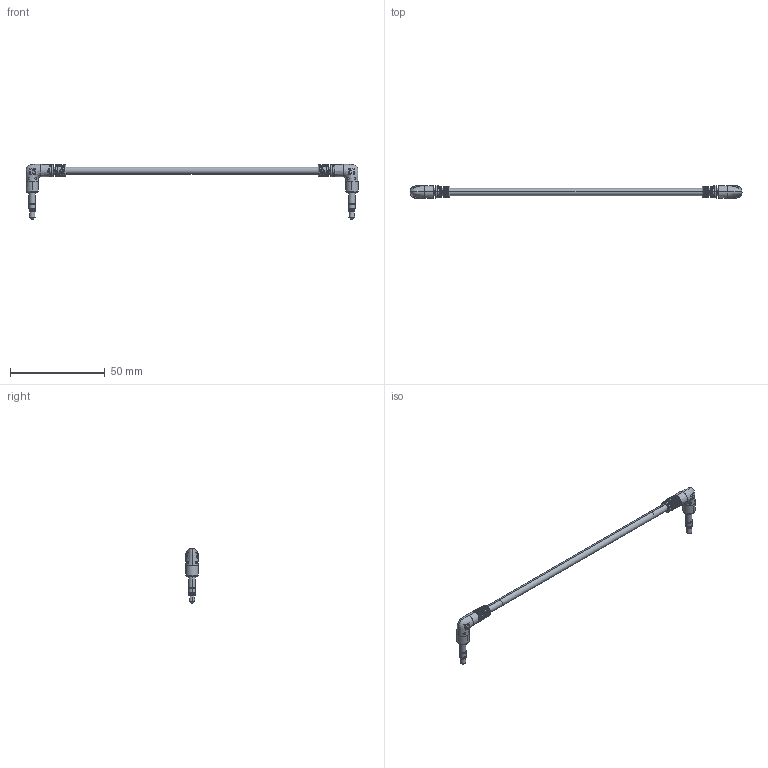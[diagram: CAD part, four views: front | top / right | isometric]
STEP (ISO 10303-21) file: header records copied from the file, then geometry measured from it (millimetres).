
FILE_DESCRIPTION (( 'STEP AP203' ), '1' );
FILE_NAME ('10-03193_revA.STEP', '2019-02-22T17:27:01', ( '' ), ( '' ), 'SwSTEP 2.0', 'SolidWorks 2015', '' );
FILE_SCHEMA (( 'CONFIG_CONTROL_DESIGN' ));
Length unit declared in the file: millimetre
Products named in the file (4): 50-00396; 30-00177_blunt cut; 24-00085; 10-03193_revA
Assembly tree (5 placements, depth 2):
  10-03193_revA
    30-00177_blunt cut
    24-00085  x2
    50-00396  x2
Bounding box: 175 x 6.5 x 29 mm (x, y, z)
Volume: 3773 mm3; surface area: 15919.2 mm2
Topology: 70 solids, 70 shells, 1008 faces, 2276 edges, 1396 vertices
Faces by surface type: cylinder 362, bspline 292, plane 266, torus 48, cone 40
Entity records: 25245 total; most frequent: CARTESIAN_POINT 10185, ORIENTED_EDGE 2974, DIRECTION 2928, EDGE_CURVE 1487, AXIS2_PLACEMENT_3D 1281, VERTEX_POINT 952, EDGE_LOOP 847, CIRCLE 724
